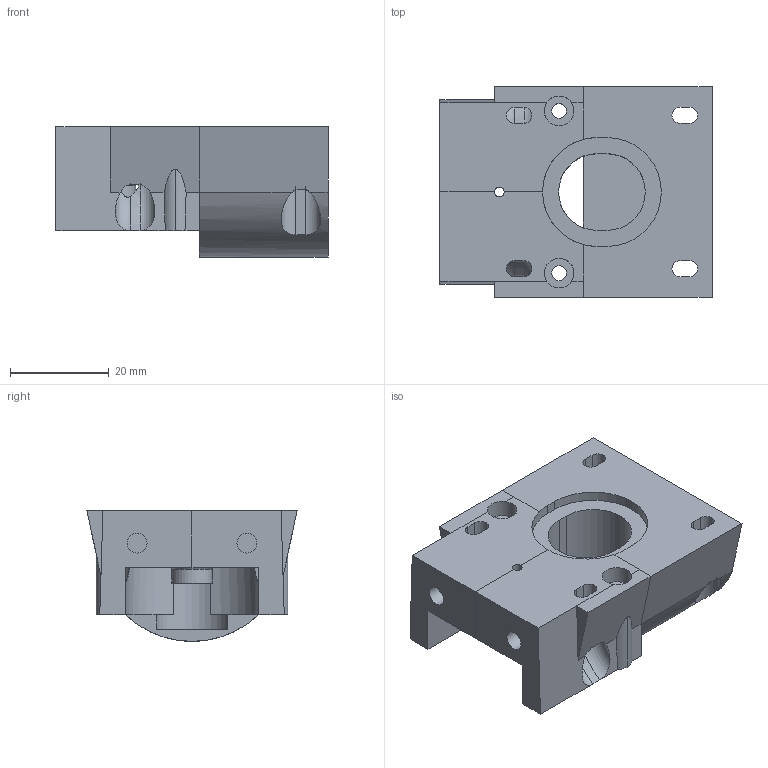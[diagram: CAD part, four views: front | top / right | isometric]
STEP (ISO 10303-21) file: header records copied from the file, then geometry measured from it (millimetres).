
FILE_DESCRIPTION(('FreeCAD Model'),'2;1');
FILE_NAME('Open CASCADE Shape Model','2022-11-22T15:32:15',(''),(''), 'Open CASCADE STEP processor 7.5','FreeCAD','Unknown');
FILE_SCHEMA(('AUTOMOTIVE_DESIGN { 1 0 10303 214 1 1 1 1 }'));
Length unit declared in the file: millimetre
Products named in the file (1): housing_upper
Bounding box: 55 x 42.5 x 26.43 mm (x, y, z)
Volume: 31897.9 mm3; surface area: 11645.8 mm2
Topology: 1 solids, 1 shells, 117 faces, 327 edges, 208 vertices
Faces by surface type: plane 66, cylinder 44, torus 6, cone 1
Full cylindrical faces by diameter (mm): 2 x2, 3 x2, 4 x2, 6 x2, 8.2 x1
Entity records: 10436 total; most frequent: CARTESIAN_POINT 3955, DIRECTION 1209, LINE 683, VECTOR 683, ORIENTED_EDGE 654, PCURVE 654, DEFINITIONAL_REPRESENTATION 654, EDGE_CURVE 327
